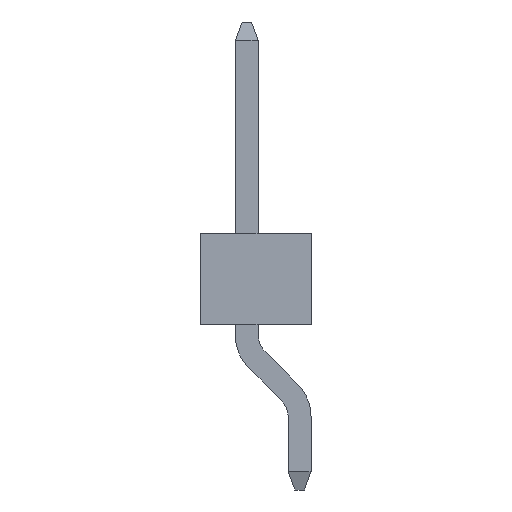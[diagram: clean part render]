
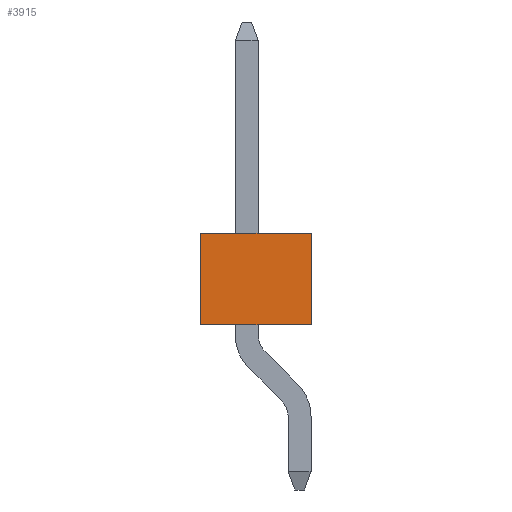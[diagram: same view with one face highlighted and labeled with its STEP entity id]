
A CAD part, left-side view. The second image highlights one B-rep face of the part: STEP entity #3915.
In plain terms, the highlighted planar face has unit normal (-1, 0, 0).
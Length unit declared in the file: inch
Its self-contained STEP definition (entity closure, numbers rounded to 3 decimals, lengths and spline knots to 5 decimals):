
#287=ORIENTED_EDGE('',*,*,#1366,.T.);
#288=ORIENTED_EDGE('',*,*,#1275,.F.);
#289=ORIENTED_EDGE('',*,*,#1325,.F.);
#290=ORIENTED_EDGE('',*,*,#1404,.T.);
#1275=EDGE_CURVE('',#1851,#1852,#2219,.T.);
#1325=EDGE_CURVE('',#1900,#1851,#2269,.T.);
#1366=EDGE_CURVE('',#1936,#1852,#2310,.T.);
#1404=EDGE_CURVE('',#1900,#1936,#2348,.T.);
#1851=VERTEX_POINT('',#5487);
#1852=VERTEX_POINT('',#5489);
#1900=VERTEX_POINT('',#5592);
#1936=VERTEX_POINT('',#5676);
#2219=LINE('',#5488,#2747);
#2269=LINE('',#5593,#2797);
#2310=LINE('',#5675,#2838);
#2348=LINE('',#5750,#2876);
#2747=VECTOR('',#4415,39.37008);
#2797=VECTOR('',#4477,39.37008);
#2838=VECTOR('',#4530,39.37008);
#2876=VECTOR('',#4580,39.37008);
#3291=EDGE_LOOP('',(#287,#288,#289,#290));
#3515=FACE_BOUND('',#3291,.T.);
#3727=PLANE('',#4153);
#3915=ADVANCED_FACE('',(#3515),#3727,.F.);
#4153=AXIS2_PLACEMENT_3D('',#5766,#4601,#4602);
#4415=DIRECTION('',(0.,0.,-1.));
#4477=DIRECTION('',(0.,-1.,0.));
#4530=DIRECTION('',(0.,-1.,0.));
#4580=DIRECTION('',(0.,0.,-1.));
#4601=DIRECTION('',(1.,0.,0.));
#4602=DIRECTION('',(0.,0.,-1.));
#5487=CARTESIAN_POINT('',(-0.3,-0.06,0.05));
#5488=CARTESIAN_POINT('',(-0.3,-0.06,0.05));
#5489=CARTESIAN_POINT('',(-0.3,-0.06,-0.05));
#5592=CARTESIAN_POINT('',(-0.3,0.06,0.05));
#5593=CARTESIAN_POINT('',(-0.3,0.06,0.05));
#5675=CARTESIAN_POINT('',(-0.3,0.06,-0.05));
#5676=CARTESIAN_POINT('',(-0.3,0.06,-0.05));
#5750=CARTESIAN_POINT('',(-0.3,0.06,0.05));
#5766=CARTESIAN_POINT('',(-0.3,0.06,0.05));
